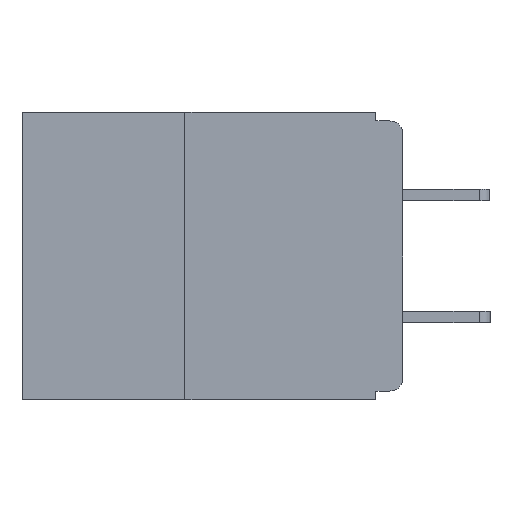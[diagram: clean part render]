
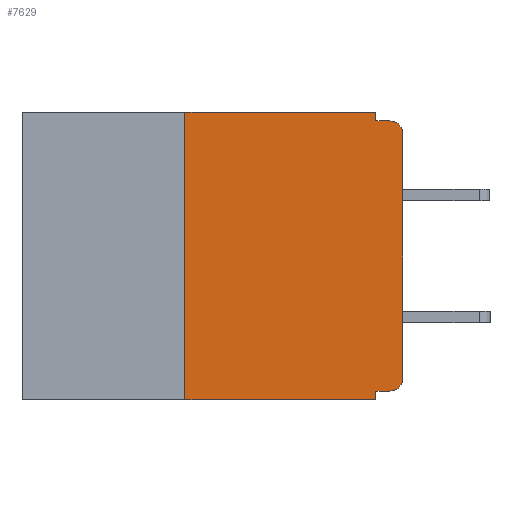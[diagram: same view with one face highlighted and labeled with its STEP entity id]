
A CAD part, left-side view. The second image highlights one B-rep face of the part: STEP entity #7629.
In plain terms, the highlighted planar face has unit normal (-1, 0, 0).
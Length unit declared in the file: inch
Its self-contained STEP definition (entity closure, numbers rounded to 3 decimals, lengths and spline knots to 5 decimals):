
#174 = DIRECTION ( 'NONE',  ( 0., 0., -1. ) ) ;
#218 = VECTOR ( 'NONE', #4306, 39.37008 ) ;
#228 = CARTESIAN_POINT ( 'NONE',  ( 0., 0.25, -0.33 ) ) ;
#401 = VECTOR ( 'NONE', #5331, 39.37008 ) ;
#1065 = VECTOR ( 'NONE', #15848, 39.37008 ) ;
#1272 = EDGE_CURVE ( 'NONE', #6912, #6090, #14192, .T. ) ;
#1316 = CARTESIAN_POINT ( 'NONE',  ( 0., 0.25, 0. ) ) ;
#1468 = CARTESIAN_POINT ( 'NONE',  ( 0., 0.015, -0.32 ) ) ;
#1885 = VECTOR ( 'NONE', #12594, 39.37008 ) ;
#2056 = VECTOR ( 'NONE', #4640, 39.37008 ) ;
#2381 = CARTESIAN_POINT ( 'NONE',  ( 0., 0.031, -0.32 ) ) ;
#3009 = LINE ( 'NONE', #15763, #17845 ) ;
#3282 = EDGE_CURVE ( 'NONE', #10384, #14295, #4444, .T. ) ;
#3335 = DIRECTION ( 'NONE',  ( -1., 0., 0. ) ) ;
#3821 = CARTESIAN_POINT ( 'NONE',  ( 0., 0., -0.305 ) ) ;
#4036 = VERTEX_POINT ( 'NONE', #4950 ) ;
#4306 = DIRECTION ( 'NONE',  ( 0., -1., 0. ) ) ;
#4444 = LINE ( 'NONE', #12787, #15587 ) ;
#4513 = CARTESIAN_POINT ( 'NONE',  ( 0., 0.437, 0. ) ) ;
#4640 = DIRECTION ( 'NONE',  ( 0., 0., 1. ) ) ;
#4712 = EDGE_CURVE ( 'NONE', #6912, #5442, #14664, .T. ) ;
#4894 = LINE ( 'NONE', #14443, #1065 ) ;
#4950 = CARTESIAN_POINT ( 'NONE',  ( 0., 0., -0.025 ) ) ;
#5331 = DIRECTION ( 'NONE',  ( 0., 0., 1. ) ) ;
#5442 = VERTEX_POINT ( 'NONE', #3821 ) ;
#5448 = EDGE_CURVE ( 'NONE', #6337, #6056, #5709, .T. ) ;
#5580 = DIRECTION ( 'NONE',  ( 0., 0., -1. ) ) ;
#5585 = EDGE_CURVE ( 'NONE', #6090, #6056, #3009, .T. ) ;
#5709 = LINE ( 'NONE', #14043, #1885 ) ;
#5860 = EDGE_LOOP ( 'NONE', ( #10935, #11154, #11350, #11729, #11863, #12652, #12820, #13057, #13300, #13359 ) ) ;
#6056 = VERTEX_POINT ( 'NONE', #12505 ) ;
#6090 = VERTEX_POINT ( 'NONE', #2381 ) ;
#6337 = VERTEX_POINT ( 'NONE', #228 ) ;
#6546 = CARTESIAN_POINT ( 'NONE',  ( 0., 0.015, -0.305 ) ) ;
#6574 = FACE_OUTER_BOUND ( 'NONE', #5860, .T. ) ;
#6653 = CIRCLE ( 'NONE', #15796, 0.015 ) ;
#6912 = VERTEX_POINT ( 'NONE', #1468 ) ;
#7323 = EDGE_CURVE ( 'NONE', #6337, #10384, #18621, .T. ) ;
#7486 = CARTESIAN_POINT ( 'NONE',  ( 0., 0.015, -0.01 ) ) ;
#7629 = ADVANCED_FACE ( 'NONE', ( #6574 ), #17486, .F. ) ;
#7665 = EDGE_CURVE ( 'NONE', #5442, #4036, #13870, .T. ) ;
#8040 = DIRECTION ( 'NONE',  ( 0., 0., -1. ) ) ;
#8480 = LINE ( 'NONE', #13083, #218 ) ;
#8964 = DIRECTION ( 'NONE',  ( 1., 0., 0. ) ) ;
#9996 = EDGE_CURVE ( 'NONE', #4036, #10553, #6653, .T. ) ;
#10165 = CARTESIAN_POINT ( 'NONE',  ( 0., 0.031, 0. ) ) ;
#10384 = VERTEX_POINT ( 'NONE', #1316 ) ;
#10553 = VERTEX_POINT ( 'NONE', #7486 ) ;
#10935 = ORIENTED_EDGE ( 'NONE', *, *, #7665, .T. ) ;
#11154 = ORIENTED_EDGE ( 'NONE', *, *, #9996, .T. ) ;
#11178 = DIRECTION ( 'NONE',  ( 0., 1., 0. ) ) ;
#11350 = ORIENTED_EDGE ( 'NONE', *, *, #16161, .F. ) ;
#11729 = ORIENTED_EDGE ( 'NONE', *, *, #18614, .F. ) ;
#11863 = ORIENTED_EDGE ( 'NONE', *, *, #3282, .F. ) ;
#12105 = CARTESIAN_POINT ( 'NONE',  ( 0., 0.015, -0.025 ) ) ;
#12505 = CARTESIAN_POINT ( 'NONE',  ( 0., 0.031, -0.33 ) ) ;
#12594 = DIRECTION ( 'NONE',  ( 0., -1., 0. ) ) ;
#12652 = ORIENTED_EDGE ( 'NONE', *, *, #7323, .F. ) ;
#12772 = DIRECTION ( 'NONE',  ( 0., -1., 0. ) ) ;
#12787 = CARTESIAN_POINT ( 'NONE',  ( 0., 0.437, 0. ) ) ;
#12820 = ORIENTED_EDGE ( 'NONE', *, *, #5448, .T. ) ;
#12913 = AXIS2_PLACEMENT_3D ( 'NONE', #4513, #8964, #174 ) ;
#13057 = ORIENTED_EDGE ( 'NONE', *, *, #5585, .F. ) ;
#13083 = CARTESIAN_POINT ( 'NONE',  ( 0., 0., -0.01 ) ) ;
#13300 = ORIENTED_EDGE ( 'NONE', *, *, #1272, .F. ) ;
#13359 = ORIENTED_EDGE ( 'NONE', *, *, #4712, .T. ) ;
#13549 = DIRECTION ( 'NONE',  ( 0., 0., -1. ) ) ;
#13870 = LINE ( 'NONE', #16235, #2056 ) ;
#14043 = CARTESIAN_POINT ( 'NONE',  ( 0., 0.437, -0.33 ) ) ;
#14106 = CARTESIAN_POINT ( 'NONE',  ( 0., 0.25, -0.33 ) ) ;
#14192 = LINE ( 'NONE', #15504, #17009 ) ;
#14295 = VERTEX_POINT ( 'NONE', #10165 ) ;
#14443 = CARTESIAN_POINT ( 'NONE',  ( 0., 0.031, 0. ) ) ;
#14664 = CIRCLE ( 'NONE', #16943, 0.015 ) ;
#15504 = CARTESIAN_POINT ( 'NONE',  ( 0., 0., -0.32 ) ) ;
#15587 = VECTOR ( 'NONE', #12772, 39.37008 ) ;
#15695 = VERTEX_POINT ( 'NONE', #16169 ) ;
#15763 = CARTESIAN_POINT ( 'NONE',  ( 0., 0.031, -0.33 ) ) ;
#15796 = AXIS2_PLACEMENT_3D ( 'NONE', #12105, #3335, #13549 ) ;
#15848 = DIRECTION ( 'NONE',  ( 0., 0., -1. ) ) ;
#16161 = EDGE_CURVE ( 'NONE', #15695, #10553, #8480, .T. ) ;
#16169 = CARTESIAN_POINT ( 'NONE',  ( 0., 0.031, -0.01 ) ) ;
#16235 = CARTESIAN_POINT ( 'NONE',  ( 0., 0., 0. ) ) ;
#16624 = DIRECTION ( 'NONE',  ( -1., 0., 0. ) ) ;
#16943 = AXIS2_PLACEMENT_3D ( 'NONE', #6546, #16624, #8040 ) ;
#17009 = VECTOR ( 'NONE', #11178, 39.37008 ) ;
#17486 = PLANE ( 'NONE',  #12913 ) ;
#17845 = VECTOR ( 'NONE', #5580, 39.37008 ) ;
#18614 = EDGE_CURVE ( 'NONE', #14295, #15695, #4894, .T. ) ;
#18621 = LINE ( 'NONE', #14106, #401 ) ;
